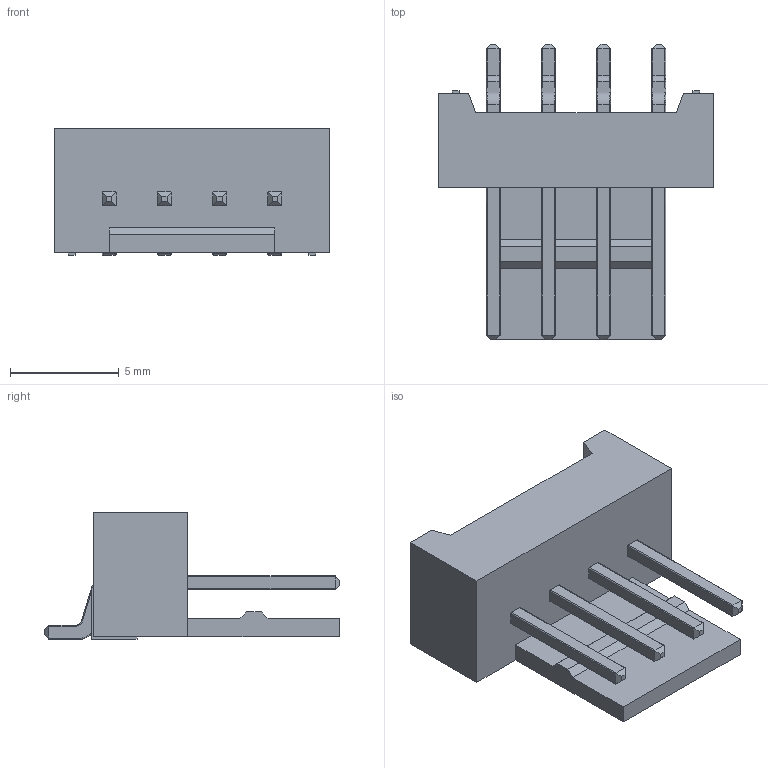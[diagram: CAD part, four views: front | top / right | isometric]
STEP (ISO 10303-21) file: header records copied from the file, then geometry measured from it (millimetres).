
FILE_DESCRIPTION(('FreeCAD Model'),'2;1');
FILE_NAME('Open CASCADE Shape Model','2024-12-29T21:30:35',(''),(''), 'Open CASCADE STEP processor 7.8','FreeCAD','Unknown');
FILE_SCHEMA(('AUTOMOTIVE_DESIGN { 1 0 10303 214 1 1 1 1 }'));
Length unit declared in the file: millimetre
Products named in the file (1): COMPOUND
Bounding box: 12.7 x 13.6 x 5.82 mm (x, y, z)
Volume: 330.2 mm3; surface area: 547.7 mm2
Topology: 1 solids, 1 shells, 298 faces, 775 edges, 498 vertices
Faces by surface type: plane 178, cylinder 72, torus 32, bspline 16
Entity records: 11873 total; most frequent: CARTESIAN_POINT 2940, ORIENTED_EDGE 1550, DIRECTION 1381, EDGE_CURVE 775, LINE 527, VECTOR 527, VERTEX_POINT 498, AXIS2_PLACEMENT_3D 427
